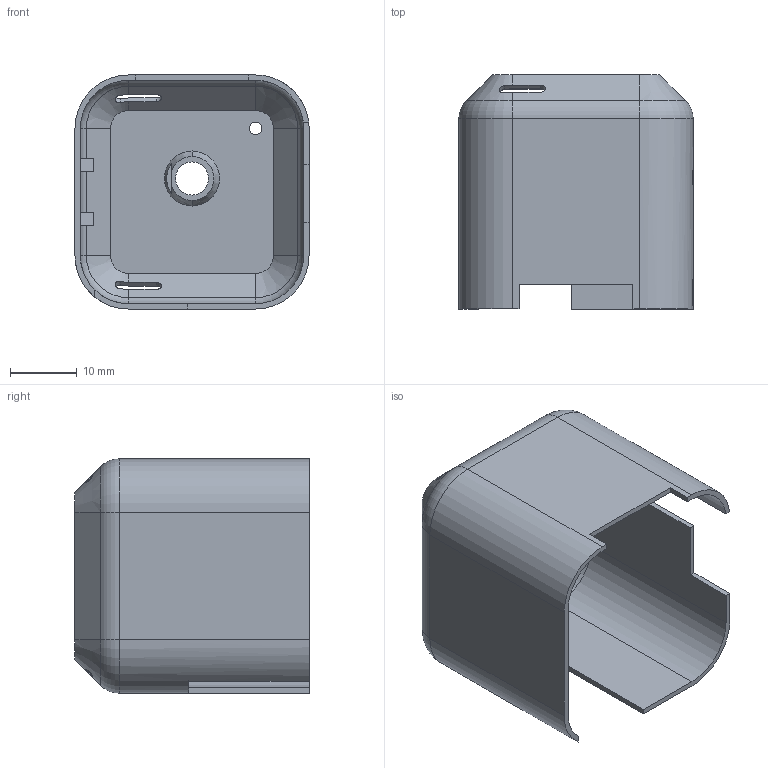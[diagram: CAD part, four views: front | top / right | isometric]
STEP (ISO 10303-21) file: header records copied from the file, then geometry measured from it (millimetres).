
FILE_DESCRIPTION (( 'STEP AP203' ), '1' );
FILE_NAME ('cover.STEP', '2019-01-28T20:55:09', ( 'pat' ), ( '' ), 'SwSTEP 2.0', 'SolidWorks 2014', '' );
FILE_SCHEMA (( 'CONFIG_CONTROL_DESIGN' ));
Length unit declared in the file: millimetre
Products named in the file (1): cover
Bounding box: 34.98 x 35 x 34.98 mm (x, y, z)
Volume: 3589.1 mm3; surface area: 9178 mm2
Topology: 1 solids, 1 shells, 91 faces, 238 edges, 148 vertices
Faces by surface type: plane 49, cylinder 22, cone 12, torus 8
Entity records: 2925 total; most frequent: CARTESIAN_POINT 572, DIRECTION 478, ORIENTED_EDGE 476, EDGE_CURVE 238, AXIS2_PLACEMENT_3D 162, VECTOR 154, LINE 154, VERTEX_POINT 148
